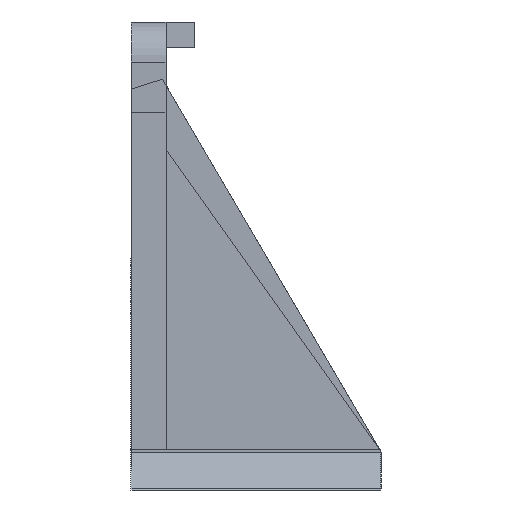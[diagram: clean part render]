
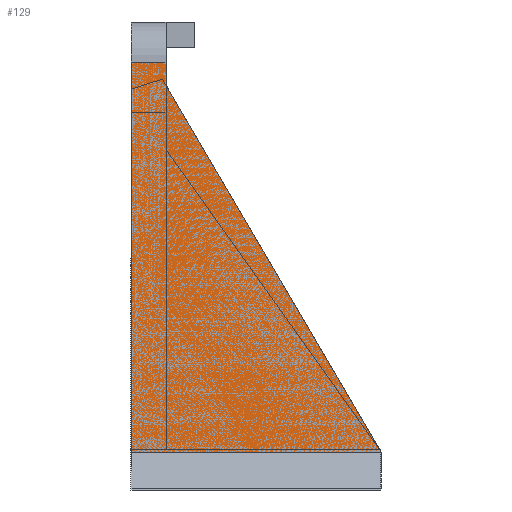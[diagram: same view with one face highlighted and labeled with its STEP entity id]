
A CAD part, left-side view. The second image highlights one B-rep face of the part: STEP entity #129.
In plain terms, the highlighted planar face has unit normal (-1, 0, 0).
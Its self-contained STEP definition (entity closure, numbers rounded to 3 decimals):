
#32=CARTESIAN_POINT('',(-84.,-39.5,38.701));
#33=VERTEX_POINT('',#32);
#34=CARTESIAN_POINT('',(-84.,-60.986,2.024));
#35=VERTEX_POINT('',#34);
#36=CARTESIAN_POINT('',(-84.,-39.5,38.701));
#37=DIRECTION('',(0.,-0.505,-0.863));
#38=VECTOR('',#37,42.507);
#39=LINE('',#36,#38);
#40=EDGE_CURVE('',#33,#35,#39,.T.);
#75=CARTESIAN_POINT('',(-84.,12.,0.));
#76=DIRECTION('',(1.,0.,0.));
#77=DIRECTION('',(0.,1.,0.));
#78=AXIS2_PLACEMENT_3D('',#75,#76,#77);
#79=PLANE('',#78);
#80=CARTESIAN_POINT('',(-84.,-61.,2.01));
#81=VERTEX_POINT('',#80);
#82=CARTESIAN_POINT('',(-84.,-61.,2.01));
#83=DIRECTION('',(0.,0.707,0.707));
#84=VECTOR('',#83,0.02);
#85=LINE('',#82,#84);
#86=EDGE_CURVE('',#81,#35,#85,.T.);
#87=ORIENTED_EDGE('',*,*,#86,.T.);
#88=ORIENTED_EDGE('',*,*,#40,.F.);
#89=CARTESIAN_POINT('',(-84.,-39.5,41.));
#90=VERTEX_POINT('',#89);
#91=CARTESIAN_POINT('',(-84.,-39.5,41.));
#92=DIRECTION('',(0.,0.,-1.));
#93=VECTOR('',#92,2.299);
#94=LINE('',#91,#93);
#95=EDGE_CURVE('',#90,#33,#94,.T.);
#96=ORIENTED_EDGE('',*,*,#95,.F.);
#97=CARTESIAN_POINT('',(-84.,-36.,41.));
#98=VERTEX_POINT('',#97);
#99=CARTESIAN_POINT('',(-84.,-39.5,41.));
#100=DIRECTION('',(-0.,1.,-0.));
#101=VECTOR('',#100,3.5);
#102=LINE('',#99,#101);
#103=EDGE_CURVE('',#90,#98,#102,.T.);
#104=ORIENTED_EDGE('',*,*,#103,.T.);
#105=CARTESIAN_POINT('',(-84.,-36.,2.));
#106=VERTEX_POINT('',#105);
#107=CARTESIAN_POINT('',(-84.,-36.,41.));
#108=DIRECTION('',(0.,0.,-1.));
#109=VECTOR('',#108,39.);
#110=LINE('',#107,#109);
#111=EDGE_CURVE('',#98,#106,#110,.T.);
#112=ORIENTED_EDGE('',*,*,#111,.T.);
#113=CARTESIAN_POINT('',(-84.,-61.,2.));
#114=VERTEX_POINT('',#113);
#115=CARTESIAN_POINT('',(-84.,-61.,2.));
#116=DIRECTION('',(0.,1.,0.));
#117=VECTOR('',#116,25.);
#118=LINE('',#115,#117);
#119=EDGE_CURVE('',#114,#106,#118,.T.);
#120=ORIENTED_EDGE('',*,*,#119,.F.);
#121=CARTESIAN_POINT('',(-84.,-61.,2.01));
#122=DIRECTION('',(0.,0.,-1.));
#123=VECTOR('',#122,0.01);
#124=LINE('',#121,#123);
#125=EDGE_CURVE('',#81,#114,#124,.T.);
#126=ORIENTED_EDGE('',*,*,#125,.F.);
#127=EDGE_LOOP('',(#87,#88,#96,#104,#112,#120,#126));
#128=FACE_BOUND('',#127,.T.);
#129=ADVANCED_FACE('',(#128),#79,.F.);
